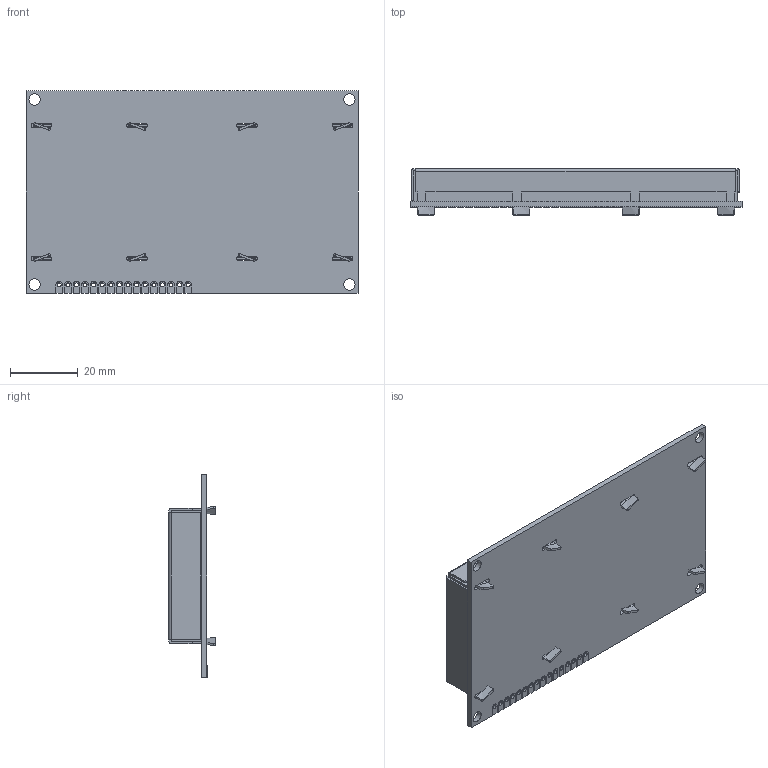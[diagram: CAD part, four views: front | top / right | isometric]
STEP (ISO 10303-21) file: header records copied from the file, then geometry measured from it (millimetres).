
FILE_DESCRIPTION(('FreeCAD Model'),'2;1');
FILE_NAME('LCD16x2_HD44780-01x.stp','2020-01-22T09:20:16',('Author'),(''), 'Open CASCADE STEP processor 7.2','FreeCAD','Unknown');
FILE_SCHEMA(('AUTOMOTIVE_DESIGN { 1 0 10303 214 1 1 1 1 }'));
Products named in the file (1): LCD_Display_2004
Bounding box: 98.07 x 13.65 x 59.94 mm (x, y, z)
Volume: 44933.3 mm3; surface area: 15804 mm2
Topology: 1 solids, 1 shells, 623 faces, 1652 edges, 1059 vertices
Faces by surface type: plane 398, bspline 116, cylinder 101, torus 4, revolution 4
Full cylindrical faces by diameter (mm): 1.143 x16, 3.353 x4
Entity records: 57166 total; most frequent: CARTESIAN_POINT 21214, DIRECTION 5234, LINE 3679, VECTOR 3679, ORIENTED_EDGE 3304, PCURVE 3304, DEFINITIONAL_REPRESENTATION 3304, EDGE_CURVE 1652
